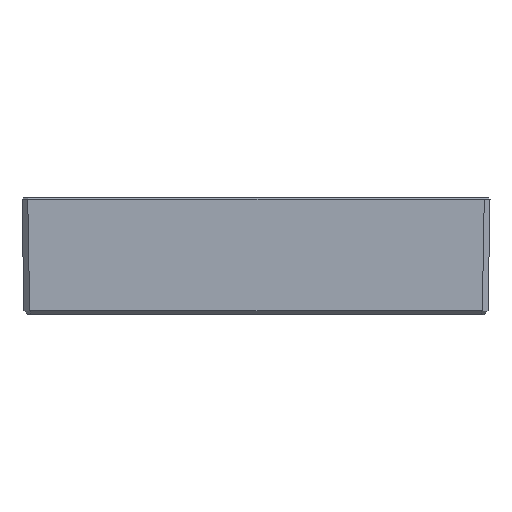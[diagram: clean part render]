
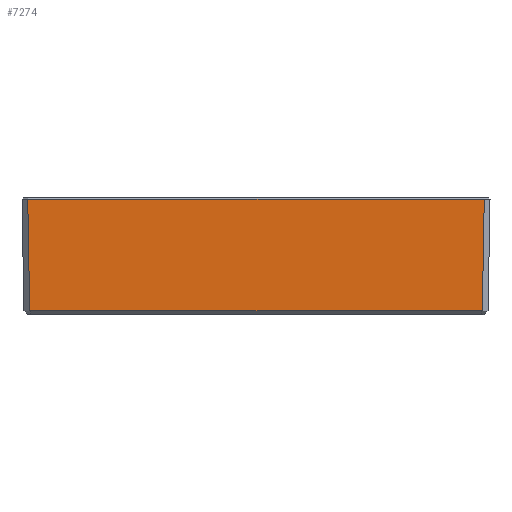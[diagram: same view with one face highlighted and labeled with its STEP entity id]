
A CAD part, left-side view. The second image highlights one B-rep face of the part: STEP entity #7274.
In plain terms, the highlighted planar face has unit normal (-1, 0, -0.018).
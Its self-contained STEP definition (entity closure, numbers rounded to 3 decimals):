
#3120 = EDGE_CURVE('',#3121,#3123,#3125,.T.);
#3121 = VERTEX_POINT('',#3122);
#3122 = CARTESIAN_POINT('',(-61.991,60.467,
    30.492));
#3123 = VERTEX_POINT('',#3124);
#3124 = CARTESIAN_POINT('',(-61.477,59.952,
    1.016));
#3125 = LINE('',#3126,#3127);
#3126 = CARTESIAN_POINT('',(-61.963,60.438,
    28.863));
#3127 = VECTOR('',#3128,1.);
#3128 = DIRECTION('',(0.017,-0.017,
    -1.));
#3169 = EDGE_CURVE('',#3170,#3121,#3172,.T.);
#3170 = VERTEX_POINT('',#3171);
#3171 = CARTESIAN_POINT('',(-61.991,60.455,
    30.501));
#3172 = LINE('',#3173,#3174);
#3173 = CARTESIAN_POINT('',(-61.991,60.513,
    30.458));
#3174 = VECTOR('',#3175,1.);
#3175 = DIRECTION('',(0.01,0.806,-0.591)
  );
#7274 = ADVANCED_FACE('',(#7275),#7309,.T.);
#7275 = FACE_BOUND('',#7276,.T.);
#7276 = EDGE_LOOP('',(#7277,#7285,#7286,#7287,#7295,#7303));
#7277 = ORIENTED_EDGE('',*,*,#7278,.T.);
#7278 = EDGE_CURVE('',#7279,#3170,#7281,.T.);
#7279 = VERTEX_POINT('',#7280);
#7280 = CARTESIAN_POINT('',(-61.991,-60.455,
    30.501));
#7281 = LINE('',#7282,#7283);
#7282 = CARTESIAN_POINT('',(-61.991,-62.,30.501));
#7283 = VECTOR('',#7284,1.);
#7284 = DIRECTION('',(0.,1.,0.));
#7285 = ORIENTED_EDGE('',*,*,#3169,.T.);
#7286 = ORIENTED_EDGE('',*,*,#3120,.T.);
#7287 = ORIENTED_EDGE('',*,*,#7288,.T.);
#7288 = EDGE_CURVE('',#3123,#7289,#7291,.T.);
#7289 = VERTEX_POINT('',#7290);
#7290 = CARTESIAN_POINT('',(-61.477,-59.952,
    1.016));
#7291 = LINE('',#7292,#7293);
#7292 = CARTESIAN_POINT('',(-61.477,-59.934,
    1.016));
#7293 = VECTOR('',#7294,1.);
#7294 = DIRECTION('',(0.,-1.,0.));
#7295 = ORIENTED_EDGE('',*,*,#7296,.T.);
#7296 = EDGE_CURVE('',#7289,#7297,#7299,.T.);
#7297 = VERTEX_POINT('',#7298);
#7298 = CARTESIAN_POINT('',(-61.991,-60.466,
    30.492));
#7299 = LINE('',#7300,#7301);
#7300 = CARTESIAN_POINT('',(-62.,-60.476,
    31.027));
#7301 = VECTOR('',#7302,1.);
#7302 = DIRECTION('',(-0.017,-0.017,
    1.));
#7303 = ORIENTED_EDGE('',*,*,#7304,.T.);
#7304 = EDGE_CURVE('',#7297,#7279,#7305,.T.);
#7305 = LINE('',#7306,#7307);
#7306 = CARTESIAN_POINT('',(-61.991,-60.501,
    30.467));
#7307 = VECTOR('',#7308,1.);
#7308 = DIRECTION('',(-0.01,0.806,0.591)
  );
#7309 = PLANE('',#7310);
#7310 = AXIS2_PLACEMENT_3D('',#7311,#7312,#7313);
#7311 = CARTESIAN_POINT('',(-62.,-62.,31.));
#7312 = DIRECTION('',(-1.,0.,
    -0.017));
#7313 = DIRECTION('',(-0.017,0.,
    1.));
